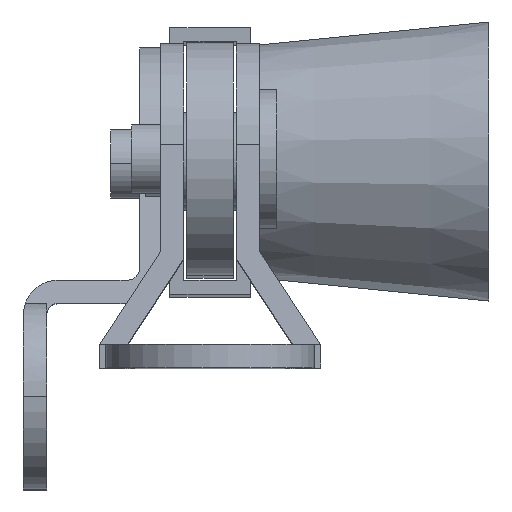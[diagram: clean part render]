
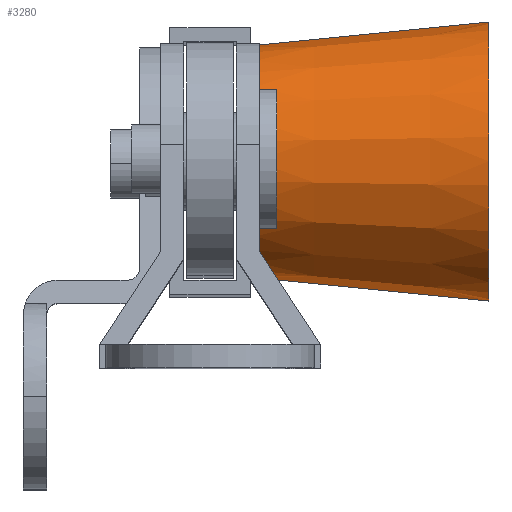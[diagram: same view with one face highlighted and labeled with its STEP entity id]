
A CAD part, top view. The second image highlights one B-rep face of the part: STEP entity #3280.
In plain terms, the highlighted conical face has half-angle 5.711 degrees and reference radius 10 mm.
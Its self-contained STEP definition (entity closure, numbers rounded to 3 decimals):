
#87 = CARTESIAN_POINT ( 'NONE',  ( 0., 12.5, -12. ) ) ;
#99 = CARTESIAN_POINT ( 'NONE',  ( 0., 12.5, 12. ) ) ;
#105 = CARTESIAN_POINT ( 'NONE',  ( 0., -7.5, 10. ) ) ;
#125 = CARTESIAN_POINT ( 'NONE',  ( 0., -7.5, -10. ) ) ;
#556 = AXIS2_PLACEMENT_3D ( 'NONE', #2151, #2152, #2153 ) ;
#617 = CONICAL_SURFACE ( 'NONE', #556, 10., 0.1 ) ;
#1416 = AXIS2_PLACEMENT_3D ( 'NONE', #2936, #2937, #2938 ) ;
#1428 = VECTOR ( 'NONE', #2932, 1000. ) ;
#1445 = VECTOR ( 'NONE', #2963, 1000. ) ;
#1459 = AXIS2_PLACEMENT_3D ( 'NONE', #2933, #2934, #2935 ) ;
#1461 = CIRCLE ( 'NONE', #1459, 12. ) ;
#1475 = CIRCLE ( 'NONE', #1416, 10. ) ;
#1908 = EDGE_CURVE ( 'NONE', #3645, #3639, #4788, .T. ) ;
#1909 = EDGE_CURVE ( 'NONE', #3627, #3639, #1461, .T. ) ;
#1910 = EDGE_CURVE ( 'NONE', #3665, #3645, #1475, .T. ) ;
#1920 = EDGE_CURVE ( 'NONE', #3665, #3627, #4793, .T. ) ;
#2151 = CARTESIAN_POINT ( 'NONE',  ( 0., -7.5, 0. ) ) ;
#2152 = DIRECTION ( 'NONE',  ( 0., 1., 0. ) ) ;
#2153 = DIRECTION ( 'NONE',  ( 0., 0., 1. ) ) ;
#2931 = CARTESIAN_POINT ( 'NONE',  ( 0., -7.5, 10. ) ) ;
#2932 = DIRECTION ( 'NONE',  ( 0., 0.995, 0.1 ) ) ;
#2933 = CARTESIAN_POINT ( 'NONE',  ( 0., 12.5, 0. ) ) ;
#2934 = DIRECTION ( 'NONE',  ( 0., 1., 0. ) ) ;
#2935 = DIRECTION ( 'NONE',  ( 0., 0., 1. ) ) ;
#2936 = CARTESIAN_POINT ( 'NONE',  ( 0., -7.5, 0. ) ) ;
#2937 = DIRECTION ( 'NONE',  ( 0., 1., 0. ) ) ;
#2938 = DIRECTION ( 'NONE',  ( 0., 0., 1. ) ) ;
#2962 = CARTESIAN_POINT ( 'NONE',  ( 0., -7.5, -10. ) ) ;
#2963 = DIRECTION ( 'NONE',  ( 0., 0.995, -0.1 ) ) ;
#3280 = ADVANCED_FACE ( 'NONE', ( #5002 ), #617, .T. ) ;
#3627 = VERTEX_POINT ( 'NONE', #87 ) ;
#3639 = VERTEX_POINT ( 'NONE', #99 ) ;
#3645 = VERTEX_POINT ( 'NONE', #105 ) ;
#3665 = VERTEX_POINT ( 'NONE', #125 ) ;
#4788 = LINE ( 'NONE', #2931, #1428 ) ;
#4793 = LINE ( 'NONE', #2962, #1445 ) ;
#5002 = FACE_OUTER_BOUND ( 'NONE', #5754, .T. ) ;
#5450 = ORIENTED_EDGE ( 'NONE', *, *, #1920, .F. ) ;
#5452 = ORIENTED_EDGE ( 'NONE', *, *, #1908, .T. ) ;
#5453 = ORIENTED_EDGE ( 'NONE', *, *, #1910, .T. ) ;
#5455 = ORIENTED_EDGE ( 'NONE', *, *, #1909, .F. ) ;
#5754 = EDGE_LOOP ( 'NONE', ( #5450, #5453, #5452, #5455 ) ) ;
